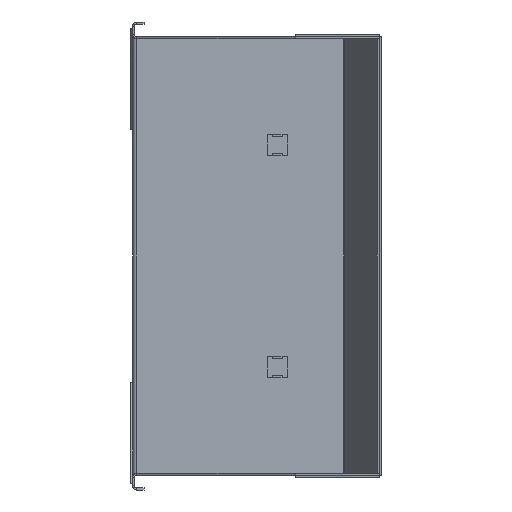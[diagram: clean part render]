
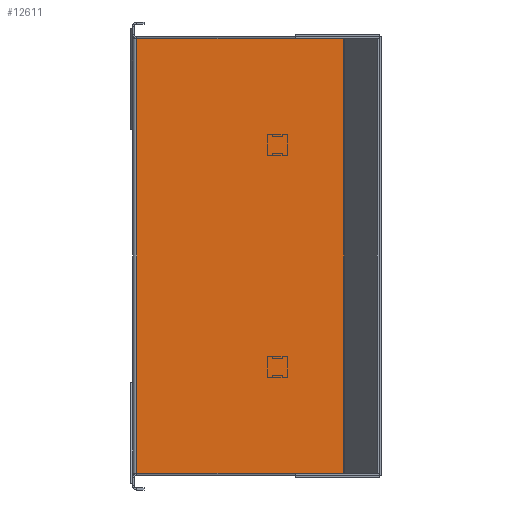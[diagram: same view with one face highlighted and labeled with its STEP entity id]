
A CAD part, left-side view. The second image highlights one B-rep face of the part: STEP entity #12611.
In plain terms, the highlighted free-form (B-spline) face has degree [1, 1] with [2, 2] control points.
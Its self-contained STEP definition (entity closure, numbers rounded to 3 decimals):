
#12250 = VERTEX_POINT('',#12251);
#12251 = CARTESIAN_POINT('',(-294.887,811.15,
    734.927));
#12293 = EDGE_CURVE('',#12294,#12250,#12296,.T.);
#12294 = VERTEX_POINT('',#12295);
#12295 = CARTESIAN_POINT('',(-294.887,110.353,
    734.927));
#12296 = B_SPLINE_CURVE_WITH_KNOTS('',1,(#12297,#12298),.UNSPECIFIED.,
  .F.,.F.,(2,2),(0.,616.),.PIECEWISE_BEZIER_KNOTS.);
#12297 = CARTESIAN_POINT('',(-294.887,110.353,
    734.927));
#12298 = CARTESIAN_POINT('',(-294.887,811.15,
    734.927));
#12331 = VERTEX_POINT('',#12332);
#12332 = CARTESIAN_POINT('',(-294.887,811.15,
    -734.927));
#12598 = EDGE_CURVE('',#12250,#12331,#12599,.T.);
#12599 = B_SPLINE_CURVE_WITH_KNOTS('',1,(#12600,#12601),.UNSPECIFIED.,
  .F.,.F.,(2,2),(-0.,1292.),.PIECEWISE_BEZIER_KNOTS.);
#12600 = CARTESIAN_POINT('',(-294.887,811.15,
    734.927));
#12601 = CARTESIAN_POINT('',(-294.887,811.15,
    -734.927));
#12611 = ADVANCED_FACE('',(#12612),#12628,.T.);
#12612 = FACE_BOUND('',#12613,.T.);
#12613 = EDGE_LOOP('',(#12614,#12621,#12626,#12627));
#12614 = ORIENTED_EDGE('',*,*,#12615,.F.);
#12615 = EDGE_CURVE('',#12616,#12331,#12618,.T.);
#12616 = VERTEX_POINT('',#12617);
#12617 = CARTESIAN_POINT('',(-294.887,110.353,
    -734.927));
#12618 = B_SPLINE_CURVE_WITH_KNOTS('',1,(#12619,#12620),.UNSPECIFIED.,
  .F.,.F.,(2,2),(0.,616.),.PIECEWISE_BEZIER_KNOTS.);
#12619 = CARTESIAN_POINT('',(-294.887,110.353,
    -734.927));
#12620 = CARTESIAN_POINT('',(-294.887,811.15,
    -734.927));
#12621 = ORIENTED_EDGE('',*,*,#12622,.F.);
#12622 = EDGE_CURVE('',#12294,#12616,#12623,.T.);
#12623 = B_SPLINE_CURVE_WITH_KNOTS('',1,(#12624,#12625),.UNSPECIFIED.,
  .F.,.F.,(2,2),(-0.,1292.),.PIECEWISE_BEZIER_KNOTS.);
#12624 = CARTESIAN_POINT('',(-294.887,110.353,
    734.927));
#12625 = CARTESIAN_POINT('',(-294.887,110.353,
    -734.927));
#12626 = ORIENTED_EDGE('',*,*,#12293,.T.);
#12627 = ORIENTED_EDGE('',*,*,#12598,.T.);
#12628 = B_SPLINE_SURFACE_WITH_KNOTS('',1,1,(
    (#12629,#12630)
    ,(#12631,#12632
    )),.UNSPECIFIED.,.F.,.F.,.F.,(2,2),(2,2),(-1292.,0.),(0.,616.),
  .PIECEWISE_BEZIER_KNOTS.);
#12629 = CARTESIAN_POINT('',(-294.887,110.353,
    -734.927));
#12630 = CARTESIAN_POINT('',(-294.887,811.15,
    -734.927));
#12631 = CARTESIAN_POINT('',(-294.887,110.353,
    734.927));
#12632 = CARTESIAN_POINT('',(-294.887,811.15,
    734.927));
